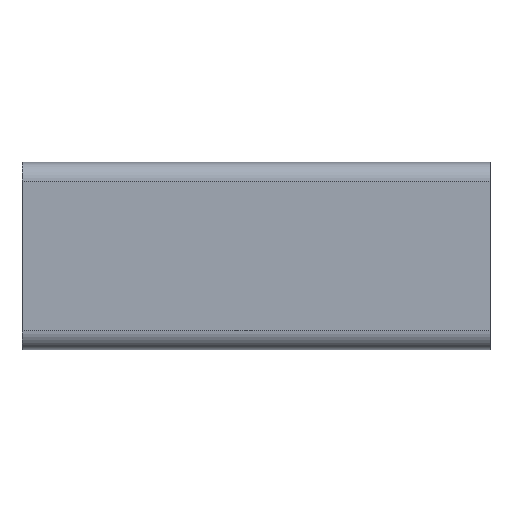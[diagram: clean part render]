
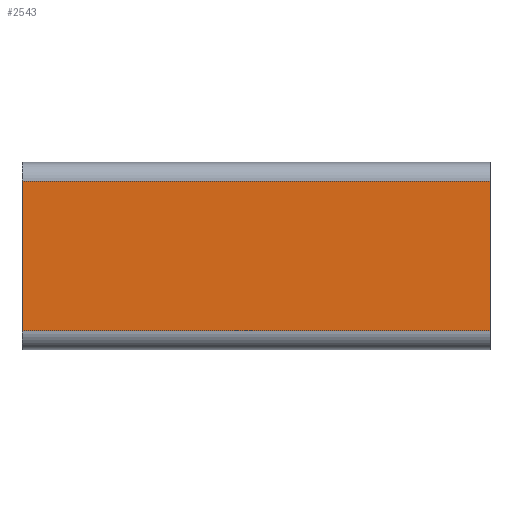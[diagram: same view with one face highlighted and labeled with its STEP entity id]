
A CAD part, front view. The second image highlights one B-rep face of the part: STEP entity #2543.
In plain terms, the highlighted planar face has unit normal (0, -1, 0).
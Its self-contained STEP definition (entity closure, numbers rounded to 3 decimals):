
#45 = CARTESIAN_POINT ( 'NONE',  ( 59.184, 34.898, 16. ) ) ;
#246 = CARTESIAN_POINT ( 'NONE',  ( -40.816, 34.898, 16. ) ) ;
#268 = AXIS2_PLACEMENT_3D ( 'NONE', #4236, #2566, #1624 ) ;
#538 = DIRECTION ( 'NONE',  ( -1., 0., 0. ) ) ;
#693 = VECTOR ( 'NONE', #3583, 1000. ) ;
#782 = ORIENTED_EDGE ( 'NONE', *, *, #1230, .T. ) ;
#1230 = EDGE_CURVE ( 'NONE', #1826, #1639, #3938, .T. ) ;
#1252 = PLANE ( 'NONE',  #268 ) ;
#1259 = ORIENTED_EDGE ( 'NONE', *, *, #1757, .F. ) ;
#1355 = VECTOR ( 'NONE', #538, 1000. ) ;
#1443 = VECTOR ( 'NONE', #3693, 1000. ) ;
#1520 = VERTEX_POINT ( 'NONE', #2347 ) ;
#1533 = DIRECTION ( 'NONE',  ( 0., 0., -1. ) ) ;
#1624 = DIRECTION ( 'NONE',  ( 0., 0., 1. ) ) ;
#1639 = VERTEX_POINT ( 'NONE', #3452 ) ;
#1694 = VECTOR ( 'NONE', #1533, 1000. ) ;
#1757 = EDGE_CURVE ( 'NONE', #2346, #1639, #3265, .T. ) ;
#1821 = CARTESIAN_POINT ( 'NONE',  ( 59.184, 34.898, -16. ) ) ;
#1826 = VERTEX_POINT ( 'NONE', #246 ) ;
#2007 = FACE_OUTER_BOUND ( 'NONE', #3809, .T. ) ;
#2346 = VERTEX_POINT ( 'NONE', #3428 ) ;
#2347 = CARTESIAN_POINT ( 'NONE',  ( 59.184, 34.898, 16. ) ) ;
#2543 = ADVANCED_FACE ( 'NONE', ( #2007 ), #1252, .F. ) ;
#2566 = DIRECTION ( 'NONE',  ( 0., 1., 0. ) ) ;
#3197 = EDGE_CURVE ( 'NONE', #1520, #1826, #3615, .T. ) ;
#3265 = LINE ( 'NONE', #1821, #1355 ) ;
#3283 = CARTESIAN_POINT ( 'NONE',  ( -40.816, 34.898, 16. ) ) ;
#3292 = ORIENTED_EDGE ( 'NONE', *, *, #3537, .F. ) ;
#3428 = CARTESIAN_POINT ( 'NONE',  ( 59.184, 34.898, -16. ) ) ;
#3452 = CARTESIAN_POINT ( 'NONE',  ( -40.816, 34.898, -16. ) ) ;
#3457 = LINE ( 'NONE', #4226, #1694 ) ;
#3537 = EDGE_CURVE ( 'NONE', #1520, #2346, #3457, .T. ) ;
#3583 = DIRECTION ( 'NONE',  ( 0., 0., -1. ) ) ;
#3615 = LINE ( 'NONE', #45, #1443 ) ;
#3693 = DIRECTION ( 'NONE',  ( -1., 0., 0. ) ) ;
#3809 = EDGE_LOOP ( 'NONE', ( #782, #1259, #3292, #3931 ) ) ;
#3931 = ORIENTED_EDGE ( 'NONE', *, *, #3197, .T. ) ;
#3938 = LINE ( 'NONE', #3283, #693 ) ;
#4226 = CARTESIAN_POINT ( 'NONE',  ( 59.184, 34.898, 16. ) ) ;
#4236 = CARTESIAN_POINT ( 'NONE',  ( 59.184, 34.898, 16. ) ) ;
